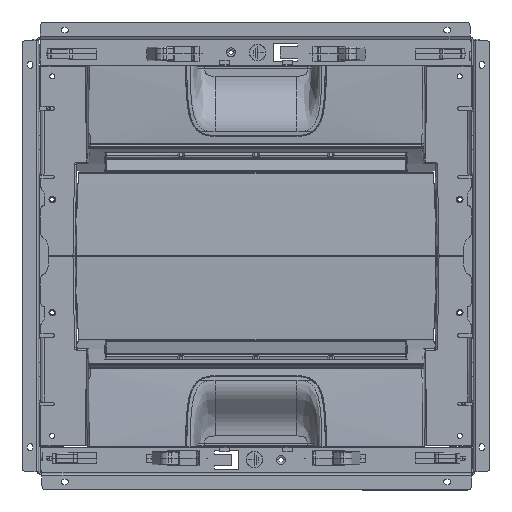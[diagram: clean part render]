
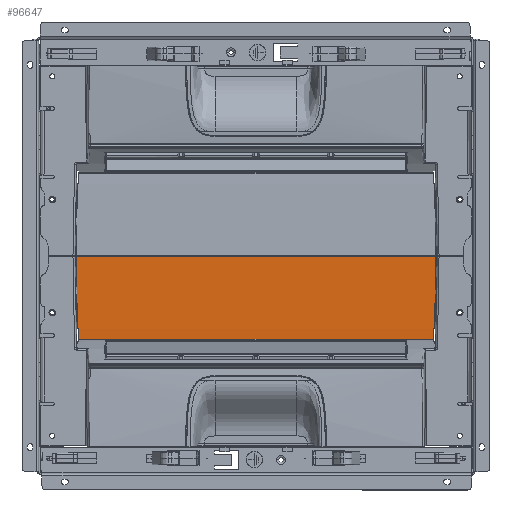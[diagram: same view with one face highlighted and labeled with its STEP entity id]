
A CAD part, top view. The second image highlights one B-rep face of the part: STEP entity #96647.
In plain terms, the highlighted cylindrical face has radius 700 mm (diameter 1400 mm), a partial arc.
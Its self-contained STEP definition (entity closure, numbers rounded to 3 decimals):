
#96622=AXIS2_PLACEMENT_3D('Cylinder Axis2P3D',#96619,#96620,#96621) ;
#91101=CARTESIAN_POINT('Line Origine',(-49.988,-5.132,2.213)) ;
#91105=CARTESIAN_POINT('Vertex',(-49.988,106.465,2.213)) ;
#91107=CARTESIAN_POINT('Vertex',(-49.988,-106.465,2.213)) ;
#91150=CARTESIAN_POINT('Vertex',(-43.606,-106.808,2.64)) ;
#91154=CARTESIAN_POINT('Control Point',(-43.606,-106.808,2.64)) ;
#91155=CARTESIAN_POINT('Control Point',(-45.734,-106.694,2.508)) ;
#91156=CARTESIAN_POINT('Control Point',(-47.862,-106.58,2.365)) ;
#91157=CARTESIAN_POINT('Control Point',(-49.988,-106.465,2.213)) ;
#91180=CARTESIAN_POINT('Vertex',(-43.606,106.808,2.64)) ;
#91183=CARTESIAN_POINT('Line Origine',(-43.606,107.062,2.64)) ;
#91187=CARTESIAN_POINT('Vertex',(-43.606,107.316,2.64)) ;
#91260=CARTESIAN_POINT('Control Point',(-43.606,106.808,2.64)) ;
#91261=CARTESIAN_POINT('Control Point',(-45.734,106.694,2.508)) ;
#91262=CARTESIAN_POINT('Control Point',(-47.862,106.58,2.365)) ;
#91263=CARTESIAN_POINT('Control Point',(-49.988,106.465,2.213)) ;
#91462=CARTESIAN_POINT('Vertex',(-43.606,-107.316,2.64)) ;
#91465=CARTESIAN_POINT('Line Origine',(-43.606,-107.062,2.64)) ;
#96593=CARTESIAN_POINT('Control Point',(-43.606,107.316,2.64)) ;
#96594=CARTESIAN_POINT('Control Point',(-35.044,107.475,3.175)) ;
#96595=CARTESIAN_POINT('Control Point',(-26.473,107.632,3.578)) ;
#96596=CARTESIAN_POINT('Control Point',(-17.896,107.787,3.85)) ;
#96597=CARTESIAN_POINT('Control Point',(-9.209,107.941,3.992)) ;
#96598=CARTESIAN_POINT('Control Point',(-0.522,108.093,4.)) ;
#96599=CARTESIAN_POINT('Control Point',(-0.415,108.095,4.)) ;
#96600=CARTESIAN_POINT('Control Point',(-0.307,108.096,4.)) ;
#96601=CARTESIAN_POINT('Control Point',(-0.2,108.098,4.)) ;
#96602=CARTESIAN_POINT('Vertex',(-0.2,108.098,4.)) ;
#96619=CARTESIAN_POINT('Axis2P3D Location',(0.,55.25,-696.)) ;
#96625=CARTESIAN_POINT('Control Point',(-43.606,-107.316,2.64)) ;
#96626=CARTESIAN_POINT('Control Point',(-29.157,-107.585,3.542)) ;
#96627=CARTESIAN_POINT('Control Point',(-14.678,-107.845,3.996)) ;
#96628=CARTESIAN_POINT('Control Point',(-0.2,-108.098,4.)) ;
#96629=CARTESIAN_POINT('Vertex',(-0.2,-108.098,4.)) ;
#96632=CARTESIAN_POINT('Line Origine',(-0.2,55.25,4.)) ;
#91102=DIRECTION('Vector Direction',(0.,1.,0.)) ;
#91184=DIRECTION('Vector Direction',(0.,1.,0.)) ;
#91466=DIRECTION('Vector Direction',(0.,-1.,0.)) ;
#96620=DIRECTION('Axis2P3D Direction',(0.,1.,0.)) ;
#96621=DIRECTION('Axis2P3D XDirection',(-0.072,0.,0.997)) ;
#96633=DIRECTION('Vector Direction',(0.,1.,0.)) ;
#91103=VECTOR('Line Direction',#91102,1.) ;
#91185=VECTOR('Line Direction',#91184,1.) ;
#91467=VECTOR('Line Direction',#91466,1.) ;
#96634=VECTOR('Line Direction',#96633,1.) ;
#96638=ORIENTED_EDGE('',*,*,#91109,.T.) ;
#96639=ORIENTED_EDGE('',*,*,#91158,.F.) ;
#96640=ORIENTED_EDGE('',*,*,#91469,.T.) ;
#96641=ORIENTED_EDGE('',*,*,#96631,.T.) ;
#96642=ORIENTED_EDGE('',*,*,#96636,.F.) ;
#96643=ORIENTED_EDGE('',*,*,#96604,.T.) ;
#96644=ORIENTED_EDGE('',*,*,#91189,.F.) ;
#96645=ORIENTED_EDGE('',*,*,#91264,.T.) ;
#96647=ADVANCED_FACE('Corps principal',(#96646),#96623,.T.) ;
#91153=B_SPLINE_CURVE_WITH_KNOTS('',3,(#91154,#91155,#91156,#91157),.UNSPECIFIED.,.F.,.U.,(4,4),(0.072,9.131),.UNSPECIFIED.) ;
#91259=B_SPLINE_CURVE_WITH_KNOTS('',3,(#91260,#91261,#91262,#91263),.UNSPECIFIED.,.F.,.U.,(4,4),(0.072,9.131),.UNSPECIFIED.) ;
#96592=B_SPLINE_CURVE_WITH_KNOTS('',5,(#96593,#96594,#96595,#96596,#96597,#96598,#96599,#96600,#96601),.UNSPECIFIED.,.F.,.U.,(6,3,6),(32.111,92.809,93.569),.UNSPECIFIED.) ;
#96624=B_SPLINE_CURVE_WITH_KNOTS('',3,(#96625,#96626,#96627,#96628),.UNSPECIFIED.,.F.,.U.,(4,4),(32.111,93.569),.UNSPECIFIED.) ;
#96623=CYLINDRICAL_SURFACE('generated cylinder',#96622,700.) ;
#91109=EDGE_CURVE('',#91106,#91108,#91104,.F.) ;
#91158=EDGE_CURVE('',#91151,#91108,#91153,.T.) ;
#91189=EDGE_CURVE('',#91181,#91188,#91186,.T.) ;
#91264=EDGE_CURVE('',#91181,#91106,#91259,.T.) ;
#91469=EDGE_CURVE('',#91151,#91463,#91468,.T.) ;
#96604=EDGE_CURVE('',#96603,#91188,#96592,.F.) ;
#96631=EDGE_CURVE('',#91463,#96630,#96624,.T.) ;
#96636=EDGE_CURVE('',#96603,#96630,#96635,.F.) ;
#96637=EDGE_LOOP('',(#96638,#96639,#96640,#96641,#96642,#96643,#96644,#96645)) ;
#96646=FACE_OUTER_BOUND('',#96637,.T.) ;
#91104=LINE('Line',#91101,#91103) ;
#91186=LINE('Line',#91183,#91185) ;
#91468=LINE('Line',#91465,#91467) ;
#96635=LINE('Line',#96632,#96634) ;
#91106=VERTEX_POINT('',#91105) ;
#91108=VERTEX_POINT('',#91107) ;
#91151=VERTEX_POINT('',#91150) ;
#91181=VERTEX_POINT('',#91180) ;
#91188=VERTEX_POINT('',#91187) ;
#91463=VERTEX_POINT('',#91462) ;
#96603=VERTEX_POINT('',#96602) ;
#96630=VERTEX_POINT('',#96629) ;
